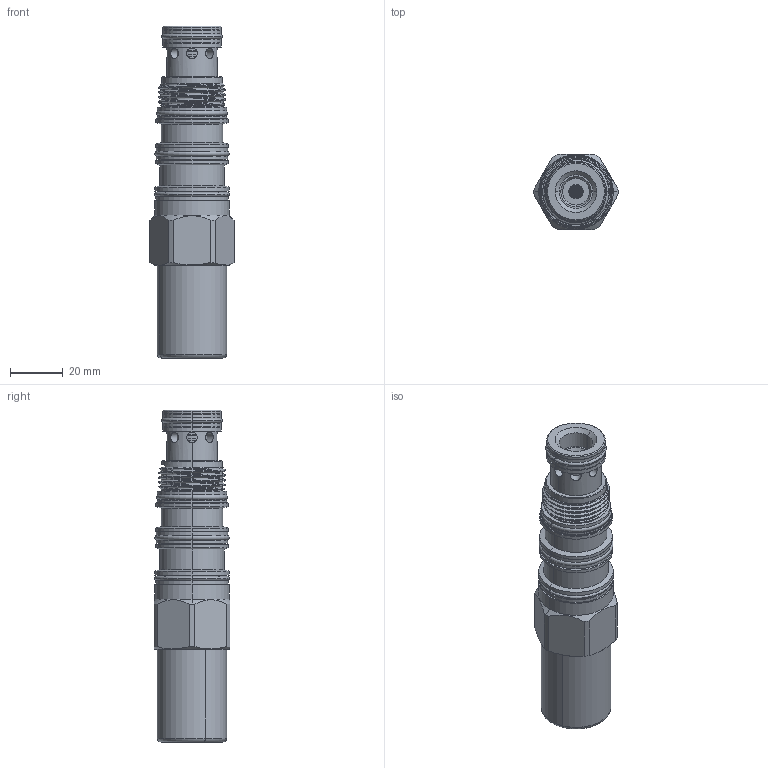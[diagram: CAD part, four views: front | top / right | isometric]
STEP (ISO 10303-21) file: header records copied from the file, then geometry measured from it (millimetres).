
FILE_DESCRIPTION (( 'STEP AP203' ), '1' );
FILE_NAME ('RV22A40-C.STEP', '2020-03-25T00:40:48', ( '' ), ( '' ), 'SwSTEP 2.0', 'SolidWorks 2018', '' );
FILE_SCHEMA (( 'CONFIG_CONTROL_DESIGN' ));
Length unit declared in the file: millimetre
Products named in the file (1): RV22A40-C
Bounding box: 31.8 x 28.57 x 125.43 mm (x, y, z)
Volume: 54742.9 mm3; surface area: 22409.1 mm2
Topology: 8 solids, 8 shells, 807 faces, 2208 edges, 1387 vertices
Faces by surface type: cylinder 619, plane 71, cone 61, torus 44, bspline 8, sphere 4
Entity records: 57009 total; most frequent: CARTESIAN_POINT 37545, ORIENTED_EDGE 4412, DIRECTION 3239, EDGE_CURVE 2206, VERTEX_POINT 1387, AXIS2_PLACEMENT_3D 1281, EDGE_LOOP 1219, B_SPLINE_CURVE_WITH_KNOTS 965
